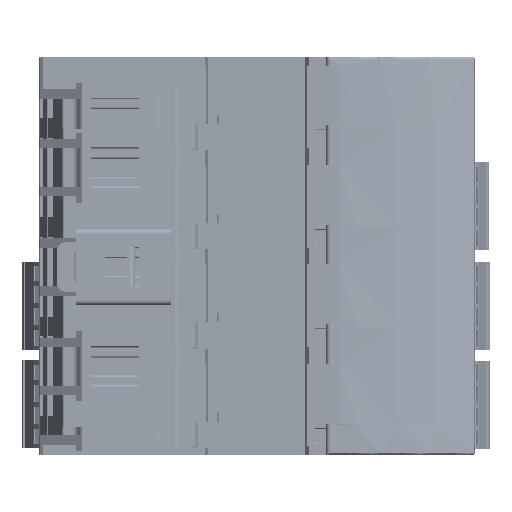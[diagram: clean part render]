
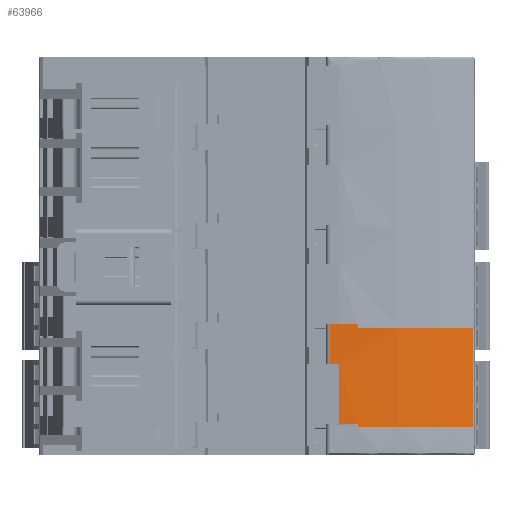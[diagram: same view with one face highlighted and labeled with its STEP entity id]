
A CAD part, front view. The second image highlights one B-rep face of the part: STEP entity #63966.
In plain terms, the highlighted cylindrical face has radius 80 mm (diameter 160 mm), a partial arc.
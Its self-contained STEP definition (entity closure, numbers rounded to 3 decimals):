
#763=ELLIPSE('',#67955,113.137,80.);
#1150=CYLINDRICAL_SURFACE('',#67956,80.);
#2908=FACE_OUTER_BOUND('',#6444,.T.);
#6444=EDGE_LOOP('',(#46642,#46643,#46644,#46645,#46646,#46647,#46648,#46649,
#46650,#46651,#46652));
#9627=CIRCLE('',#67841,80.);
#9674=CIRCLE('',#67957,80.);
#9675=CIRCLE('',#67958,80.);
#9676=CIRCLE('',#67959,80.);
#9677=CIRCLE('',#67960,80.);
#12680=LINE('',#96876,#20330);
#12729=LINE('',#96992,#20379);
#12730=LINE('',#96996,#20380);
#12731=LINE('',#97000,#20381);
#12732=LINE('',#97004,#20382);
#20330=VECTOR('',#76395,0.5);
#20379=VECTOR('',#76500,22.6);
#20380=VECTOR('',#76503,9.);
#20381=VECTOR('',#76506,13.6);
#20382=VECTOR('',#76509,0.8);
#27523=VERTEX_POINT('',#96376);
#27524=VERTEX_POINT('',#96378);
#27711=VERTEX_POINT('',#96874);
#27749=VERTEX_POINT('',#96987);
#27750=VERTEX_POINT('',#96991);
#27751=VERTEX_POINT('',#96993);
#27752=VERTEX_POINT('',#96995);
#27753=VERTEX_POINT('',#96997);
#27754=VERTEX_POINT('',#96999);
#27755=VERTEX_POINT('',#97001);
#27756=VERTEX_POINT('',#97003);
#34498=EDGE_CURVE('',#27523,#27524,#9627,.T.);
#34759=EDGE_CURVE('',#27523,#27711,#12680,.T.);
#34816=EDGE_CURVE('',#27749,#27711,#763,.T.);
#34817=EDGE_CURVE('',#27524,#27750,#12729,.T.);
#34818=EDGE_CURVE('',#27751,#27749,#9674,.T.);
#34819=EDGE_CURVE('',#27752,#27751,#12730,.T.);
#34820=EDGE_CURVE('',#27752,#27753,#9675,.T.);
#34821=EDGE_CURVE('',#27754,#27753,#12731,.T.);
#34822=EDGE_CURVE('',#27754,#27755,#9676,.T.);
#34823=EDGE_CURVE('',#27756,#27755,#12732,.T.);
#34824=EDGE_CURVE('',#27756,#27750,#9677,.T.);
#46642=ORIENTED_EDGE('',*,*,#34817,.F.);
#46643=ORIENTED_EDGE('',*,*,#34498,.F.);
#46644=ORIENTED_EDGE('',*,*,#34759,.T.);
#46645=ORIENTED_EDGE('',*,*,#34816,.F.);
#46646=ORIENTED_EDGE('',*,*,#34818,.F.);
#46647=ORIENTED_EDGE('',*,*,#34819,.F.);
#46648=ORIENTED_EDGE('',*,*,#34820,.T.);
#46649=ORIENTED_EDGE('',*,*,#34821,.F.);
#46650=ORIENTED_EDGE('',*,*,#34822,.T.);
#46651=ORIENTED_EDGE('',*,*,#34823,.F.);
#46652=ORIENTED_EDGE('',*,*,#34824,.T.);
#63966=ADVANCED_FACE('',(#2908),#1150,.T.);
#67841=AXIS2_PLACEMENT_3D('',#96379,#75997,#75998);
#67955=AXIS2_PLACEMENT_3D('',#96989,#76496,#76497);
#67956=AXIS2_PLACEMENT_3D('',#96990,#76498,#76499);
#67957=AXIS2_PLACEMENT_3D('',#96994,#76501,#76502);
#67958=AXIS2_PLACEMENT_3D('',#96998,#76504,#76505);
#67959=AXIS2_PLACEMENT_3D('',#97002,#76507,#76508);
#67960=AXIS2_PLACEMENT_3D('',#97005,#76510,#76511);
#75997=DIRECTION('center_axis',(0.,0.,1.));
#75998=DIRECTION('ref_axis',(1.,0.,0.));
#76395=DIRECTION('',(0.,0.,1.));
#76496=DIRECTION('center_axis',(0.707,0.,
0.707));
#76497=DIRECTION('ref_axis',(0.707,0.,-0.707));
#76498=DIRECTION('center_axis',(0.,0.,1.));
#76499=DIRECTION('ref_axis',(1.,0.,0.));
#76500=DIRECTION('',(0.,0.,-1.));
#76501=DIRECTION('center_axis',(0.,0.,1.));
#76502=DIRECTION('ref_axis',(1.,0.,0.));
#76503=DIRECTION('',(0.,0.,1.));
#76504=DIRECTION('center_axis',(0.,0.,1.));
#76505=DIRECTION('ref_axis',(1.,0.,0.));
#76506=DIRECTION('',(0.,0.,1.));
#76507=DIRECTION('center_axis',(0.,0.,1.));
#76508=DIRECTION('ref_axis',(1.,0.,0.));
#76509=DIRECTION('',(0.,0.,1.));
#76510=DIRECTION('center_axis',(0.,0.,1.));
#76511=DIRECTION('ref_axis',(1.,0.,0.));
#96376=CARTESIAN_POINT('',(22.9,-3.696,51.5));
#96378=CARTESIAN_POINT('',(49.223,4.169,51.5));
#96379=CARTESIAN_POINT('Origin',(13.5,75.75,51.5));
#96874=CARTESIAN_POINT('',(22.9,-3.696,52.));
#96876=CARTESIAN_POINT('',(22.9,-3.696,46.45));
#96987=CARTESIAN_POINT('',(22.6,-3.731,52.3));
#96989=CARTESIAN_POINT('Origin',(13.5,75.75,61.4));
#96990=CARTESIAN_POINT('Origin',(13.5,75.75,46.45));
#96991=CARTESIAN_POINT('',(49.223,4.169,28.9));
#96992=CARTESIAN_POINT('',(49.223,4.169,40.2));
#96993=CARTESIAN_POINT('',(16.741,-4.184,52.3));
#96994=CARTESIAN_POINT('Origin',(13.5,75.75,52.3));
#96995=CARTESIAN_POINT('',(16.741,-4.184,43.3));
#96996=CARTESIAN_POINT('',(16.741,-4.184,43.3));
#96997=CARTESIAN_POINT('',(18.7,-4.081,43.3));
#96998=CARTESIAN_POINT('Origin',(13.5,75.75,43.3));
#96999=CARTESIAN_POINT('',(18.7,-4.081,29.7));
#97000=CARTESIAN_POINT('',(18.7,-4.081,46.45));
#97001=CARTESIAN_POINT('',(22.9,-3.696,29.7));
#97002=CARTESIAN_POINT('Origin',(13.5,75.75,29.7));
#97003=CARTESIAN_POINT('',(22.9,-3.696,28.9));
#97004=CARTESIAN_POINT('',(22.9,-3.696,46.45));
#97005=CARTESIAN_POINT('Origin',(13.5,75.75,28.9));
